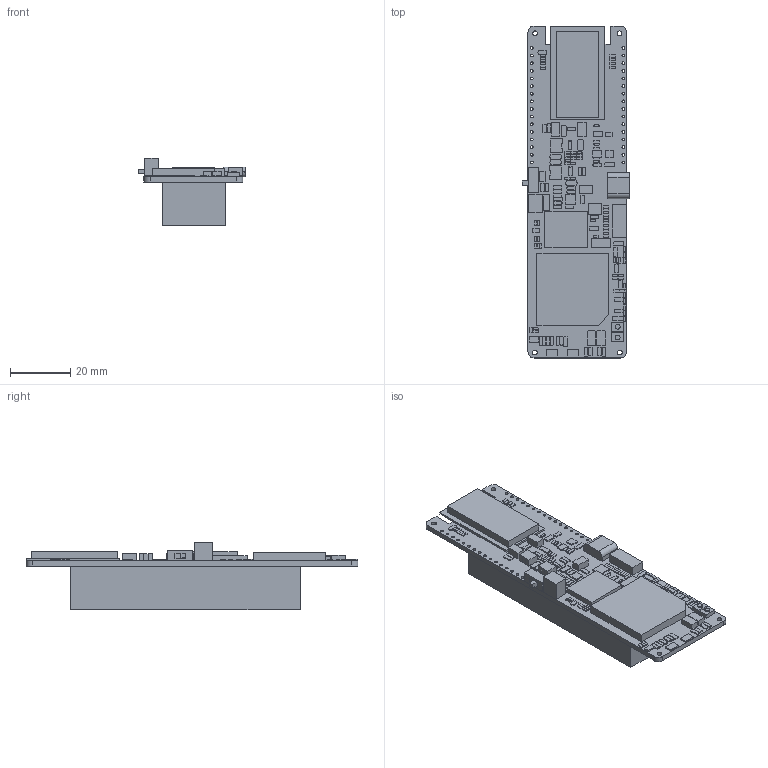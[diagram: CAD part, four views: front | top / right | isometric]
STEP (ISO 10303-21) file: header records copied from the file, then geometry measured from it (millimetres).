
FILE_DESCRIPTION((''),'2;1');
FILE_NAME('0-PCB','2023-06-08T11:19:47',('HR'),(''),'CREO PARAMETRIC BY PTC INC, 2019010','CREO PARAMETRIC BY PTC INC, 2019010','');
FILE_SCHEMA(('AUTOMOTIVE_DESIGN { 1 0 10303 214 1 1 1 1 }'));
Length unit declared in the file: millimetre
Products named in the file (1): 0-PCB
Bounding box: 35.65 x 110.56 x 22.35 mm (x, y, z)
Volume: 13040.1 mm3; surface area: 15141.8 mm2
Topology: 1 solids, 1 shells, 903 faces, 2239 edges, 1492 vertices
Faces by surface type: plane 752, cylinder 151
Entity records: 26704 total; most frequent: CARTESIAN_POINT 4636, ORIENTED_EDGE 4478, DIRECTION 4347, EDGE_CURVE 2239, VECTOR 1937, LINE 1937, VERTEX_POINT 1492, AXIS2_PLACEMENT_3D 1205
